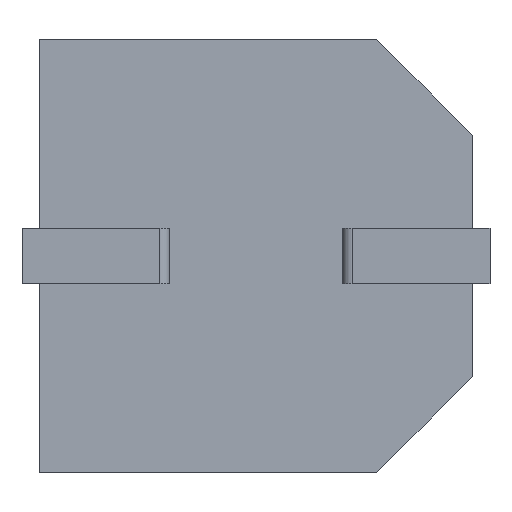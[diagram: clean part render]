
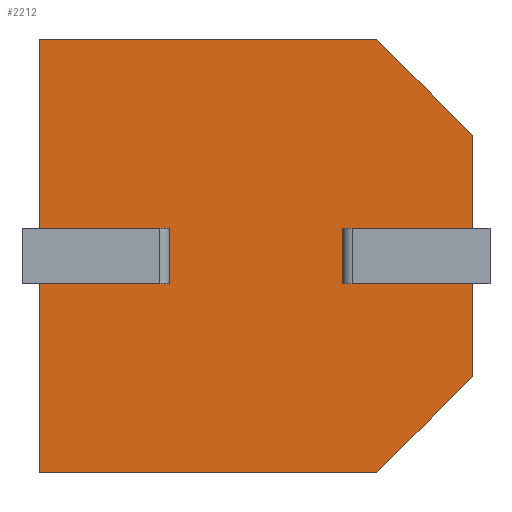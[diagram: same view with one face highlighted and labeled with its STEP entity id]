
A CAD part, front view. The second image highlights one B-rep face of the part: STEP entity #2212.
In plain terms, the highlighted planar face has unit normal (0, -1, 0).
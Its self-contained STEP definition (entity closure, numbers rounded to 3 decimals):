
#33 = DIRECTION ( 'NONE',  ( -0.707, 0., 0.707 ) ) ;
#36 = CARTESIAN_POINT ( 'NONE',  ( 0., 0., 0. ) ) ;
#63 = LINE ( 'NONE', #36, #1377 ) ;
#113 = CARTESIAN_POINT ( 'NONE',  ( 2.55, 0., -4.8 ) ) ;
#126 = CARTESIAN_POINT ( 'NONE',  ( 5.95, 0., -4.8 ) ) ;
#171 = LINE ( 'NONE', #1104, #1782 ) ;
#188 = CARTESIAN_POINT ( 'NONE',  ( 8.5, 0., -1.874 ) ) ;
#254 = ORIENTED_EDGE ( 'NONE', *, *, #3232, .T. ) ;
#264 = VERTEX_POINT ( 'NONE', #274 ) ;
#274 = CARTESIAN_POINT ( 'NONE',  ( 6.626, 0., 0. ) ) ;
#279 = LINE ( 'NONE', #2603, #1224 ) ;
#281 = LINE ( 'NONE', #1518, #1418 ) ;
#295 = ORIENTED_EDGE ( 'NONE', *, *, #1997, .T. ) ;
#300 = ORIENTED_EDGE ( 'NONE', *, *, #3193, .F. ) ;
#314 = CARTESIAN_POINT ( 'NONE',  ( 2.55, 0., -3.7 ) ) ;
#325 = CARTESIAN_POINT ( 'NONE',  ( 2.55, 0., -4.8 ) ) ;
#326 = VERTEX_POINT ( 'NONE', #3112 ) ;
#360 = CARTESIAN_POINT ( 'NONE',  ( 8.5, 0., -4.8 ) ) ;
#373 = VERTEX_POINT ( 'NONE', #3196 ) ;
#490 = VECTOR ( 'NONE', #2734, 1000. ) ;
#507 = EDGE_CURVE ( 'NONE', #1152, #1975, #2600, .T. ) ;
#510 = ORIENTED_EDGE ( 'NONE', *, *, #707, .T. ) ;
#608 = LINE ( 'NONE', #1098, #1724 ) ;
#614 = FACE_OUTER_BOUND ( 'NONE', #2319, .T. ) ;
#646 = CARTESIAN_POINT ( 'NONE',  ( 6.626, 0., -8.5 ) ) ;
#668 = VECTOR ( 'NONE', #903, 1000. ) ;
#707 = EDGE_CURVE ( 'NONE', #1524, #1147, #279, .T. ) ;
#775 = DIRECTION ( 'NONE',  ( 0., 0., 1. ) ) ;
#826 = LINE ( 'NONE', #3277, #668 ) ;
#854 = VECTOR ( 'NONE', #33, 1000. ) ;
#901 = DIRECTION ( 'NONE',  ( 1., 0., 0. ) ) ;
#903 = DIRECTION ( 'NONE',  ( 0., 0., 1. ) ) ;
#950 = DIRECTION ( 'NONE',  ( 0., 1., 0. ) ) ;
#1014 = EDGE_CURVE ( 'NONE', #2231, #1152, #3030, .T. ) ;
#1031 = ORIENTED_EDGE ( 'NONE', *, *, #3247, .F. ) ;
#1098 = CARTESIAN_POINT ( 'NONE',  ( 8.5, 0., 0. ) ) ;
#1103 = LINE ( 'NONE', #2209, #490 ) ;
#1104 = CARTESIAN_POINT ( 'NONE',  ( 8.5, 0., -6.626 ) ) ;
#1112 = VERTEX_POINT ( 'NONE', #2269 ) ;
#1147 = VERTEX_POINT ( 'NONE', #1495 ) ;
#1152 = VERTEX_POINT ( 'NONE', #2878 ) ;
#1213 = EDGE_CURVE ( 'NONE', #373, #2659, #63, .T. ) ;
#1224 = VECTOR ( 'NONE', #1260, 1000. ) ;
#1260 = DIRECTION ( 'NONE',  ( 1., 0., 0. ) ) ;
#1304 = CARTESIAN_POINT ( 'NONE',  ( 5.95, 0., -4.8 ) ) ;
#1350 = VERTEX_POINT ( 'NONE', #360 ) ;
#1367 = CARTESIAN_POINT ( 'NONE',  ( 8.5, 0., 0. ) ) ;
#1377 = VECTOR ( 'NONE', #2420, 1000. ) ;
#1398 = VECTOR ( 'NONE', #2790, 1000. ) ;
#1418 = VECTOR ( 'NONE', #1790, 1000. ) ;
#1483 = CARTESIAN_POINT ( 'NONE',  ( 5.95, 0., -3.7 ) ) ;
#1495 = CARTESIAN_POINT ( 'NONE',  ( 8.5, 0., -3.7 ) ) ;
#1518 = CARTESIAN_POINT ( 'NONE',  ( 5.95, 0., -4.8 ) ) ;
#1524 = VERTEX_POINT ( 'NONE', #1483 ) ;
#1541 = VECTOR ( 'NONE', #3064, 1000. ) ;
#1608 = VERTEX_POINT ( 'NONE', #188 ) ;
#1724 = VECTOR ( 'NONE', #2947, 1000. ) ;
#1737 = EDGE_CURVE ( 'NONE', #1112, #2659, #2528, .T. ) ;
#1768 = VECTOR ( 'NONE', #2172, 1000. ) ;
#1782 = VECTOR ( 'NONE', #3267, 1000. ) ;
#1790 = DIRECTION ( 'NONE',  ( 1., 0., 0. ) ) ;
#1811 = EDGE_CURVE ( 'NONE', #1975, #326, #171, .T. ) ;
#1821 = VECTOR ( 'NONE', #1880, 1000. ) ;
#1848 = LINE ( 'NONE', #2416, #854 ) ;
#1861 = ORIENTED_EDGE ( 'NONE', *, *, #1983, .F. ) ;
#1880 = DIRECTION ( 'NONE',  ( -1., 0., 0. ) ) ;
#1966 = DIRECTION ( 'NONE',  ( 0., 0., 1. ) ) ;
#1975 = VERTEX_POINT ( 'NONE', #646 ) ;
#1983 = EDGE_CURVE ( 'NONE', #2439, #1112, #826, .T. ) ;
#1985 = ORIENTED_EDGE ( 'NONE', *, *, #1811, .T. ) ;
#1997 = EDGE_CURVE ( 'NONE', #2439, #2231, #3223, .T. ) ;
#2022 = AXIS2_PLACEMENT_3D ( 'NONE', #2540, #950, #1966 ) ;
#2102 = LINE ( 'NONE', #1367, #1768 ) ;
#2117 = ORIENTED_EDGE ( 'NONE', *, *, #1213, .T. ) ;
#2172 = DIRECTION ( 'NONE',  ( 0., 0., -1. ) ) ;
#2209 = CARTESIAN_POINT ( 'NONE',  ( 0., 0., 0. ) ) ;
#2212 = ADVANCED_FACE ( 'NONE', ( #614 ), #3309, .F. ) ;
#2231 = VERTEX_POINT ( 'NONE', #3298 ) ;
#2263 = VECTOR ( 'NONE', #901, 1000. ) ;
#2269 = CARTESIAN_POINT ( 'NONE',  ( 2.55, 0., -3.7 ) ) ;
#2291 = CARTESIAN_POINT ( 'NONE',  ( 0., 0., -3.7 ) ) ;
#2319 = EDGE_LOOP ( 'NONE', ( #3306, #2654, #510, #1031, #254, #2353, #2117, #2820, #1861, #295, #2648, #2973, #1985, #300 ) ) ;
#2353 = ORIENTED_EDGE ( 'NONE', *, *, #3269, .F. ) ;
#2416 = CARTESIAN_POINT ( 'NONE',  ( 6.626, 0., 0. ) ) ;
#2420 = DIRECTION ( 'NONE',  ( 0., 0., -1. ) ) ;
#2439 = VERTEX_POINT ( 'NONE', #325 ) ;
#2468 = CARTESIAN_POINT ( 'NONE',  ( 0., 0., -8.5 ) ) ;
#2528 = LINE ( 'NONE', #314, #1821 ) ;
#2540 = CARTESIAN_POINT ( 'NONE',  ( 0., 0., 0. ) ) ;
#2600 = LINE ( 'NONE', #2468, #2263 ) ;
#2603 = CARTESIAN_POINT ( 'NONE',  ( 5.95, 0., -3.7 ) ) ;
#2648 = ORIENTED_EDGE ( 'NONE', *, *, #1014, .T. ) ;
#2654 = ORIENTED_EDGE ( 'NONE', *, *, #3039, .T. ) ;
#2659 = VERTEX_POINT ( 'NONE', #2291 ) ;
#2734 = DIRECTION ( 'NONE',  ( 1., 0., 0. ) ) ;
#2741 = EDGE_CURVE ( 'NONE', #3355, #1350, #281, .T. ) ;
#2790 = DIRECTION ( 'NONE',  ( -1., 0., 0. ) ) ;
#2807 = LINE ( 'NONE', #1304, #3343 ) ;
#2820 = ORIENTED_EDGE ( 'NONE', *, *, #1737, .F. ) ;
#2878 = CARTESIAN_POINT ( 'NONE',  ( 0., 0., -8.5 ) ) ;
#2947 = DIRECTION ( 'NONE',  ( 0., 0., -1. ) ) ;
#2973 = ORIENTED_EDGE ( 'NONE', *, *, #507, .T. ) ;
#3030 = LINE ( 'NONE', #3365, #1541 ) ;
#3039 = EDGE_CURVE ( 'NONE', #3355, #1524, #2807, .T. ) ;
#3064 = DIRECTION ( 'NONE',  ( 0., 0., -1. ) ) ;
#3112 = CARTESIAN_POINT ( 'NONE',  ( 8.5, 0., -6.626 ) ) ;
#3193 = EDGE_CURVE ( 'NONE', #1350, #326, #608, .T. ) ;
#3196 = CARTESIAN_POINT ( 'NONE',  ( 0., 0., 0. ) ) ;
#3223 = LINE ( 'NONE', #113, #1398 ) ;
#3232 = EDGE_CURVE ( 'NONE', #1608, #264, #1848, .T. ) ;
#3247 = EDGE_CURVE ( 'NONE', #1608, #1147, #2102, .T. ) ;
#3267 = DIRECTION ( 'NONE',  ( 0.707, 0., 0.707 ) ) ;
#3269 = EDGE_CURVE ( 'NONE', #373, #264, #1103, .T. ) ;
#3277 = CARTESIAN_POINT ( 'NONE',  ( 2.55, 0., -4.8 ) ) ;
#3298 = CARTESIAN_POINT ( 'NONE',  ( 0., 0., -4.8 ) ) ;
#3306 = ORIENTED_EDGE ( 'NONE', *, *, #2741, .F. ) ;
#3309 = PLANE ( 'NONE',  #2022 ) ;
#3343 = VECTOR ( 'NONE', #775, 1000. ) ;
#3355 = VERTEX_POINT ( 'NONE', #126 ) ;
#3365 = CARTESIAN_POINT ( 'NONE',  ( 0., 0., 0. ) ) ;
